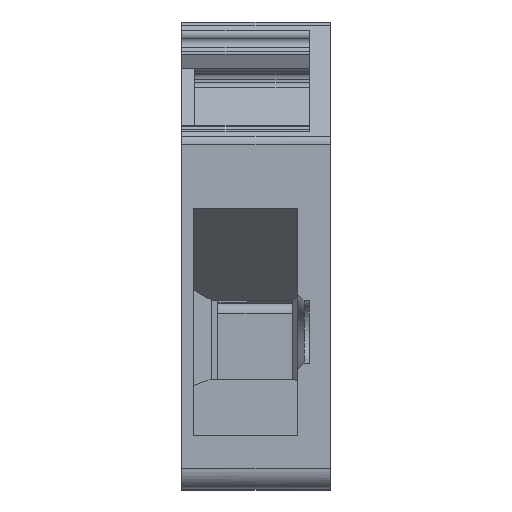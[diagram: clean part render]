
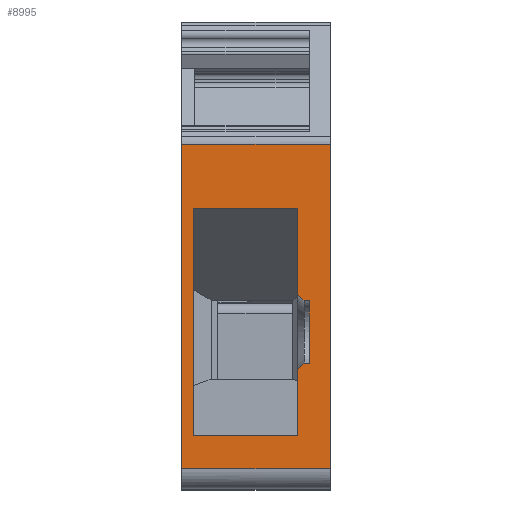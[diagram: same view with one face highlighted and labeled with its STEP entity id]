
A CAD part, top view. The second image highlights one B-rep face of the part: STEP entity #8995.
In plain terms, the highlighted planar face has unit normal (0, 0, 1).
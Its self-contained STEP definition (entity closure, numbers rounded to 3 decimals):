
#8951=AXIS2_PLACEMENT_3D('Plane Axis2P3D',#8948,#8949,#8950) ;
#2538=CARTESIAN_POINT('Vertex',(0.55,2.588,48.6)) ;
#2541=CARTESIAN_POINT('Line Origine',(3.05,2.588,48.6)) ;
#2545=CARTESIAN_POINT('Vertex',(5.55,2.588,48.6)) ;
#3800=CARTESIAN_POINT('Vertex',(7.1,16.536,48.6)) ;
#3803=CARTESIAN_POINT('Line Origine',(7.1,8.768,48.6)) ;
#3807=CARTESIAN_POINT('Vertex',(7.1,1.,48.6)) ;
#4117=CARTESIAN_POINT('Line Origine',(3.05,16.536,48.6)) ;
#4121=CARTESIAN_POINT('Vertex',(0.,16.536,48.6)) ;
#4155=CARTESIAN_POINT('Line Origine',(3.05,1.,48.6)) ;
#4159=CARTESIAN_POINT('Vertex',(0.,1.,48.6)) ;
#4247=CARTESIAN_POINT('Vertex',(5.55,9.334,48.6)) ;
#4263=CARTESIAN_POINT('Vertex',(5.85,9.034,48.6)) ;
#4266=CARTESIAN_POINT('Line Origine',(5.7,9.184,48.6)) ;
#4318=CARTESIAN_POINT('Vertex',(5.55,5.734,48.6)) ;
#4321=CARTESIAN_POINT('Line Origine',(5.7,5.884,48.6)) ;
#4325=CARTESIAN_POINT('Vertex',(5.85,6.034,48.6)) ;
#4345=CARTESIAN_POINT('Line Origine',(5.975,9.034,48.6)) ;
#4349=CARTESIAN_POINT('Vertex',(6.1,9.034,48.6)) ;
#7194=CARTESIAN_POINT('Vertex',(6.1,6.034,48.6)) ;
#7197=CARTESIAN_POINT('Line Origine',(6.1,7.534,48.6)) ;
#7214=CARTESIAN_POINT('Line Origine',(5.975,6.034,48.6)) ;
#7990=CARTESIAN_POINT('Line Origine',(0.,8.768,48.6)) ;
#8948=CARTESIAN_POINT('Axis2P3D Location',(0.,1.,48.6)) ;
#8959=CARTESIAN_POINT('Line Origine',(5.55,4.161,48.6)) ;
#8964=CARTESIAN_POINT('Line Origine',(0.55,8.028,48.6)) ;
#8968=CARTESIAN_POINT('Vertex',(0.55,13.468,48.6)) ;
#8971=CARTESIAN_POINT('Line Origine',(3.05,13.468,48.6)) ;
#8975=CARTESIAN_POINT('Vertex',(5.55,13.468,48.6)) ;
#8978=CARTESIAN_POINT('Line Origine',(5.55,11.401,48.6)) ;
#2542=DIRECTION('Vector Direction',(1.,0.,0.)) ;
#3804=DIRECTION('Vector Direction',(0.,-1.,0.)) ;
#4118=DIRECTION('Vector Direction',(1.,0.,0.)) ;
#4156=DIRECTION('Vector Direction',(1.,0.,0.)) ;
#4267=DIRECTION('Vector Direction',(0.707,-0.707,0.)) ;
#4322=DIRECTION('Vector Direction',(0.707,0.707,0.)) ;
#4346=DIRECTION('Vector Direction',(1.,0.,0.)) ;
#7198=DIRECTION('Vector Direction',(0.,1.,0.)) ;
#7215=DIRECTION('Vector Direction',(1.,0.,0.)) ;
#7991=DIRECTION('Vector Direction',(0.,1.,0.)) ;
#8949=DIRECTION('Axis2P3D Direction',(0.,0.,-1.)) ;
#8950=DIRECTION('Axis2P3D XDirection',(-1.,0.,0.)) ;
#8960=DIRECTION('Vector Direction',(0.,1.,0.)) ;
#8965=DIRECTION('Vector Direction',(0.,-1.,0.)) ;
#8972=DIRECTION('Vector Direction',(-1.,0.,0.)) ;
#8979=DIRECTION('Vector Direction',(0.,1.,0.)) ;
#2543=VECTOR('Line Direction',#2542,1.) ;
#3805=VECTOR('Line Direction',#3804,1.) ;
#4119=VECTOR('Line Direction',#4118,1.) ;
#4157=VECTOR('Line Direction',#4156,1.) ;
#4268=VECTOR('Line Direction',#4267,1.) ;
#4323=VECTOR('Line Direction',#4322,1.) ;
#4347=VECTOR('Line Direction',#4346,1.) ;
#7199=VECTOR('Line Direction',#7198,1.) ;
#7216=VECTOR('Line Direction',#7215,1.) ;
#7992=VECTOR('Line Direction',#7991,1.) ;
#8961=VECTOR('Line Direction',#8960,1.) ;
#8966=VECTOR('Line Direction',#8965,1.) ;
#8973=VECTOR('Line Direction',#8972,1.) ;
#8980=VECTOR('Line Direction',#8979,1.) ;
#8954=ORIENTED_EDGE('',*,*,#4123,.F.) ;
#8955=ORIENTED_EDGE('',*,*,#7994,.F.) ;
#8956=ORIENTED_EDGE('',*,*,#4161,.F.) ;
#8957=ORIENTED_EDGE('',*,*,#3809,.F.) ;
#8984=ORIENTED_EDGE('',*,*,#4327,.F.) ;
#8985=ORIENTED_EDGE('',*,*,#8963,.F.) ;
#8986=ORIENTED_EDGE('',*,*,#2547,.F.) ;
#8987=ORIENTED_EDGE('',*,*,#8970,.F.) ;
#8988=ORIENTED_EDGE('',*,*,#8977,.F.) ;
#8989=ORIENTED_EDGE('',*,*,#8982,.F.) ;
#8990=ORIENTED_EDGE('',*,*,#4270,.T.) ;
#8991=ORIENTED_EDGE('',*,*,#4351,.T.) ;
#8992=ORIENTED_EDGE('',*,*,#7201,.F.) ;
#8993=ORIENTED_EDGE('',*,*,#7218,.F.) ;
#8994=FACE_BOUND('',#8983,.T.) ;
#8995=ADVANCED_FACE('K\X2\00F6\X0\rper.4',(#8958,#8994),#8952,.F.) ;
#2547=EDGE_CURVE('',#2539,#2546,#2544,.T.) ;
#3809=EDGE_CURVE('',#3801,#3808,#3806,.T.) ;
#4123=EDGE_CURVE('',#4122,#3801,#4120,.T.) ;
#4161=EDGE_CURVE('',#3808,#4160,#4158,.F.) ;
#4270=EDGE_CURVE('',#4248,#4264,#4269,.T.) ;
#4327=EDGE_CURVE('',#4319,#4326,#4324,.T.) ;
#4351=EDGE_CURVE('',#4264,#4350,#4348,.T.) ;
#7201=EDGE_CURVE('',#7195,#4350,#7200,.T.) ;
#7218=EDGE_CURVE('',#4326,#7195,#7217,.T.) ;
#7994=EDGE_CURVE('',#4160,#4122,#7993,.T.) ;
#8963=EDGE_CURVE('',#2546,#4319,#8962,.T.) ;
#8970=EDGE_CURVE('',#8969,#2539,#8967,.T.) ;
#8977=EDGE_CURVE('',#8976,#8969,#8974,.T.) ;
#8982=EDGE_CURVE('',#4248,#8976,#8981,.T.) ;
#8953=EDGE_LOOP('',(#8954,#8955,#8956,#8957)) ;
#8983=EDGE_LOOP('',(#8984,#8985,#8986,#8987,#8988,#8989,#8990,#8991,#8992,#8993)) ;
#8958=FACE_OUTER_BOUND('',#8953,.T.) ;
#2544=LINE('Line',#2541,#2543) ;
#3806=LINE('Line',#3803,#3805) ;
#4120=LINE('Line',#4117,#4119) ;
#4158=LINE('Line',#4155,#4157) ;
#4269=LINE('Line',#4266,#4268) ;
#4324=LINE('Line',#4321,#4323) ;
#4348=LINE('Line',#4345,#4347) ;
#7200=LINE('Line',#7197,#7199) ;
#7217=LINE('Line',#7214,#7216) ;
#7993=LINE('Line',#7990,#7992) ;
#8962=LINE('Line',#8959,#8961) ;
#8967=LINE('Line',#8964,#8966) ;
#8974=LINE('Line',#8971,#8973) ;
#8981=LINE('Line',#8978,#8980) ;
#8952=PLANE('',#8951) ;
#2539=VERTEX_POINT('',#2538) ;
#2546=VERTEX_POINT('',#2545) ;
#3801=VERTEX_POINT('',#3800) ;
#3808=VERTEX_POINT('',#3807) ;
#4122=VERTEX_POINT('',#4121) ;
#4160=VERTEX_POINT('',#4159) ;
#4248=VERTEX_POINT('',#4247) ;
#4264=VERTEX_POINT('',#4263) ;
#4319=VERTEX_POINT('',#4318) ;
#4326=VERTEX_POINT('',#4325) ;
#4350=VERTEX_POINT('',#4349) ;
#7195=VERTEX_POINT('',#7194) ;
#8969=VERTEX_POINT('',#8968) ;
#8976=VERTEX_POINT('',#8975) ;
